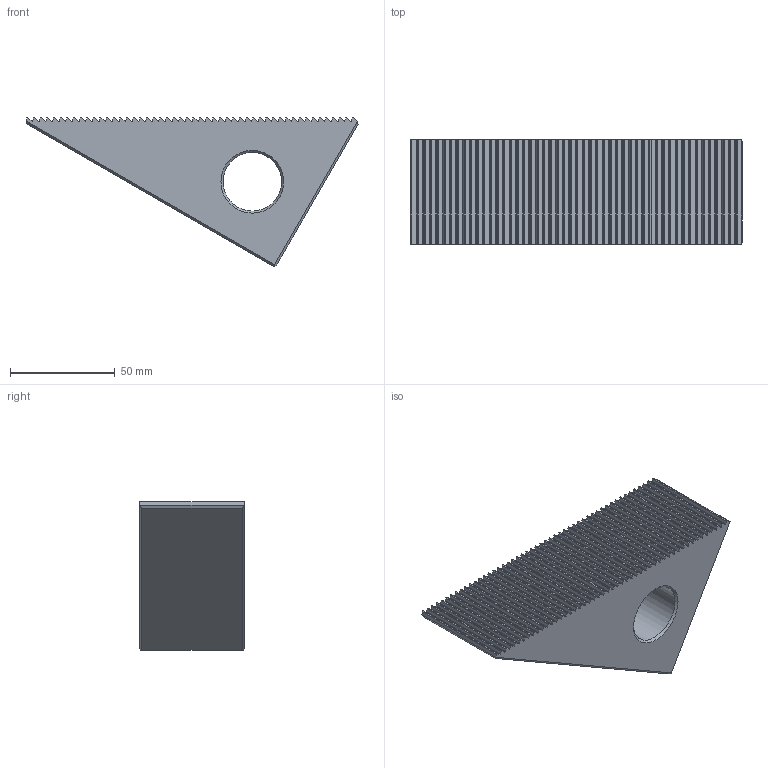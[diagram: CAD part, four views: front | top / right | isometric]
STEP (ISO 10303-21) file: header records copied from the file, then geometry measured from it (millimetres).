
FILE_DESCRIPTION( ( 'Unknown' ), '1' );
FILE_NAME( 'SU25-50139.stp', 'Unknown', ( 'Unknown' ), ( 'Unknown' ), 'XStep 1.0', 'Unknown', ' ' );
FILE_SCHEMA( ( 'CONFIG_CONTROL_DESIGN' ) );
Length unit declared in the file: millimetre
Products named in the file (1): 1
Bounding box: 158.71 x 50 x 71.22 mm (x, y, z)
Volume: 258421.7 mm3; surface area: 37978.3 mm2
Topology: 1 solids, 1 shells, 213 faces, 631 edges, 420 vertices
Faces by surface type: plane 111, cylinder 100, cone 2
Full cylindrical faces by diameter (mm): 28 x1
Entity records: 7204 total; most frequent: CARTESIAN_POINT 1262, DIRECTION 1258, ORIENTED_EDGE 1256, EDGE_CURVE 628, LINE 426, VECTOR 426, VERTEX_POINT 420, AXIS2_PLACEMENT_3D 416
